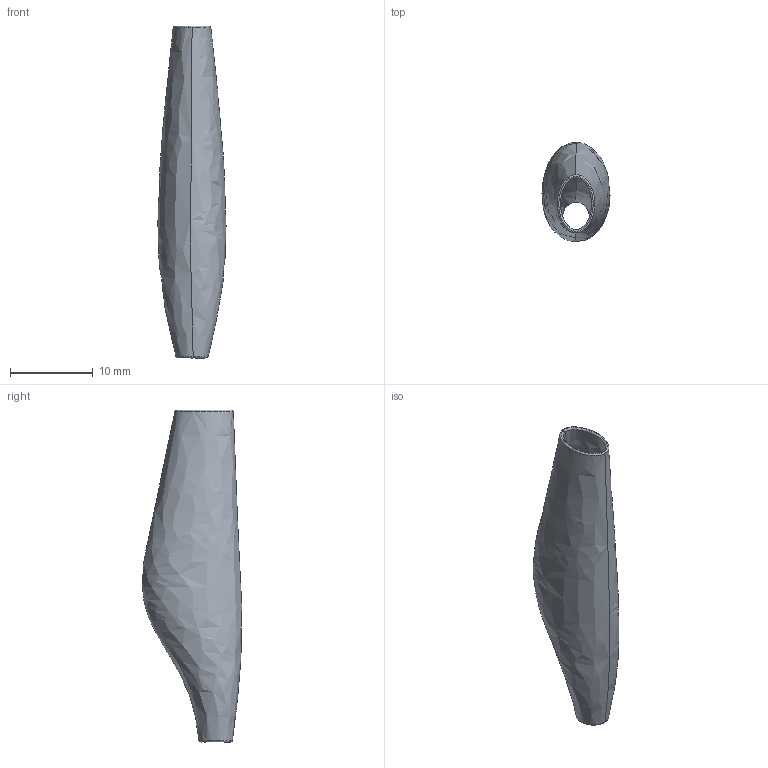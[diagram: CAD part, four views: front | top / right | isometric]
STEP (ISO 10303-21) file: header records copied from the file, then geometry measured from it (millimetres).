
FILE_DESCRIPTION (( 'STEP AP214' ), '1' );
FILE_NAME ('Silicone Insulator_BLACK.STEP', '2017-11-19T09:02:06', ( 'M.B.I.' ), ( '' ), 'SwSTEP 2.0', '', '' );
FILE_SCHEMA (( 'AUTOMOTIVE_DESIGN' ));
Length unit declared in the file: millimetre
Products named in the file (1): Silicone Insulator_BLACK
Bounding box: 8.2 x 11.96 x 40 mm (x, y, z)
Volume: 379.3 mm3; surface area: 1905.5 mm2
Topology: 1 solids, 1 shells, 16 faces, 48 edges, 32 vertices
Faces by surface type: bspline 14, plane 2
Entity records: 5529 total; most frequent: CARTESIAN_POINT 5172, ORIENTED_EDGE 96, EDGE_CURVE 48, B_SPLINE_CURVE_WITH_KNOTS 38, VERTEX_POINT 32, DIRECTION 24, FACE_OUTER_BOUND 16, EDGE_LOOP 16
